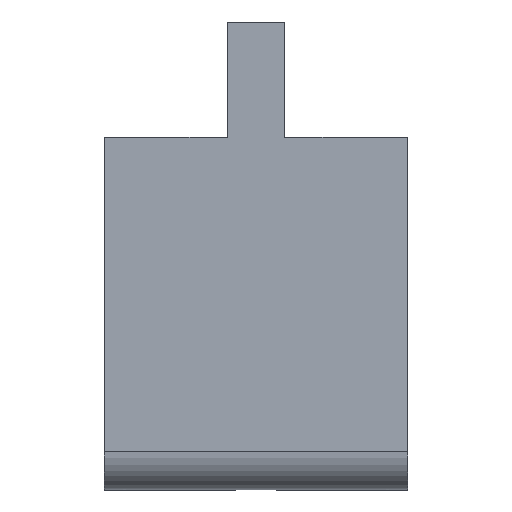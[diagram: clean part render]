
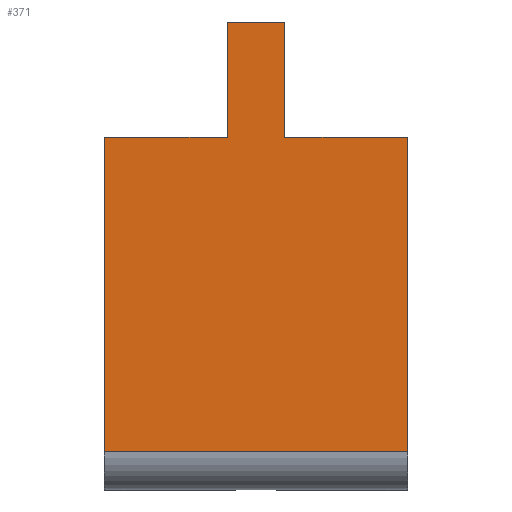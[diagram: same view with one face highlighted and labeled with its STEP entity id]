
A CAD part, left-side view. The second image highlights one B-rep face of the part: STEP entity #371.
In plain terms, the highlighted planar face has unit normal (-1, 0, 0).
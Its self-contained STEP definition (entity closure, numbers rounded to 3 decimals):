
#7 = EDGE_CURVE ( 'NONE', #674, #770, #98, .T. ) ;
#17 = DIRECTION ( 'NONE',  ( 1., 0., 0. ) ) ;
#18 = CARTESIAN_POINT ( 'NONE',  ( -3.95, -3.95, 1. ) ) ;
#76 = LINE ( 'NONE', #439, #848 ) ;
#78 = VECTOR ( 'NONE', #814, 1000. ) ;
#98 = LINE ( 'NONE', #18, #728 ) ;
#112 = LINE ( 'NONE', #263, #78 ) ;
#152 = CARTESIAN_POINT ( 'NONE',  ( -3.95, 3.95, 9.2 ) ) ;
#153 = VECTOR ( 'NONE', #212, 1000. ) ;
#172 = PLANE ( 'NONE',  #638 ) ;
#182 = ORIENTED_EDGE ( 'NONE', *, *, #787, .F. ) ;
#193 = EDGE_CURVE ( 'NONE', #301, #273, #409, .T. ) ;
#208 = ORIENTED_EDGE ( 'NONE', *, *, #537, .F. ) ;
#212 = DIRECTION ( 'NONE',  ( 0., 0., -1. ) ) ;
#224 = EDGE_CURVE ( 'NONE', #680, #800, #112, .T. ) ;
#236 = CARTESIAN_POINT ( 'NONE',  ( -3.95, -3.95, 1. ) ) ;
#238 = EDGE_CURVE ( 'NONE', #388, #674, #881, .T. ) ;
#242 = ORIENTED_EDGE ( 'NONE', *, *, #7, .T. ) ;
#248 = DIRECTION ( 'NONE',  ( 0., 0., -1. ) ) ;
#263 = CARTESIAN_POINT ( 'NONE',  ( -3.95, 3.95, 9.2 ) ) ;
#267 = CARTESIAN_POINT ( 'NONE',  ( -3.95, -0.75, 12.2 ) ) ;
#273 = VERTEX_POINT ( 'NONE', #488 ) ;
#277 = CARTESIAN_POINT ( 'NONE',  ( -3.95, 0.75, 12.2 ) ) ;
#278 = EDGE_CURVE ( 'NONE', #800, #770, #494, .T. ) ;
#290 = VECTOR ( 'NONE', #588, 1000. ) ;
#295 = VERTEX_POINT ( 'NONE', #627 ) ;
#301 = VERTEX_POINT ( 'NONE', #277 ) ;
#304 = ORIENTED_EDGE ( 'NONE', *, *, #224, .F. ) ;
#307 = CARTESIAN_POINT ( 'NONE',  ( -3.95, -3.95, 9.2 ) ) ;
#351 = ORIENTED_EDGE ( 'NONE', *, *, #429, .T. ) ;
#371 = ADVANCED_FACE ( 'NONE', ( #708 ), #172, .F. ) ;
#373 = DIRECTION ( 'NONE',  ( 0., -1., 0. ) ) ;
#388 = VERTEX_POINT ( 'NONE', #152 ) ;
#397 = CARTESIAN_POINT ( 'NONE',  ( -3.95, 3.95, 1. ) ) ;
#409 = LINE ( 'NONE', #682, #438 ) ;
#414 = DIRECTION ( 'NONE',  ( 0., 0., -1. ) ) ;
#429 = EDGE_CURVE ( 'NONE', #301, #295, #76, .T. ) ;
#438 = VECTOR ( 'NONE', #616, 1000. ) ;
#439 = CARTESIAN_POINT ( 'NONE',  ( -3.95, 0.75, 12.2 ) ) ;
#488 = CARTESIAN_POINT ( 'NONE',  ( -3.95, -0.75, 12.2 ) ) ;
#489 = ORIENTED_EDGE ( 'NONE', *, *, #278, .F. ) ;
#494 = LINE ( 'NONE', #841, #153 ) ;
#497 = EDGE_LOOP ( 'NONE', ( #905, #242, #489, #304, #208, #600, #351, #182 ) ) ;
#507 = LINE ( 'NONE', #711, #290 ) ;
#528 = VECTOR ( 'NONE', #248, 1000. ) ;
#535 = LINE ( 'NONE', #267, #528 ) ;
#537 = EDGE_CURVE ( 'NONE', #273, #680, #535, .T. ) ;
#588 = DIRECTION ( 'NONE',  ( 0., -1., 0. ) ) ;
#600 = ORIENTED_EDGE ( 'NONE', *, *, #193, .F. ) ;
#616 = DIRECTION ( 'NONE',  ( 0., -1., 0. ) ) ;
#627 = CARTESIAN_POINT ( 'NONE',  ( -3.95, 0.75, 9.2 ) ) ;
#638 = AXIS2_PLACEMENT_3D ( 'NONE', #805, #17, #649 ) ;
#649 = DIRECTION ( 'NONE',  ( 0., 0., -1. ) ) ;
#656 = DIRECTION ( 'NONE',  ( 0., 0., -1. ) ) ;
#674 = VERTEX_POINT ( 'NONE', #855 ) ;
#680 = VERTEX_POINT ( 'NONE', #790 ) ;
#682 = CARTESIAN_POINT ( 'NONE',  ( -3.95, -0.75, 12.2 ) ) ;
#708 = FACE_OUTER_BOUND ( 'NONE', #497, .T. ) ;
#711 = CARTESIAN_POINT ( 'NONE',  ( -3.95, 3.95, 9.2 ) ) ;
#712 = VECTOR ( 'NONE', #414, 1000. ) ;
#728 = VECTOR ( 'NONE', #373, 1000. ) ;
#770 = VERTEX_POINT ( 'NONE', #236 ) ;
#787 = EDGE_CURVE ( 'NONE', #388, #295, #507, .T. ) ;
#790 = CARTESIAN_POINT ( 'NONE',  ( -3.95, -0.75, 9.2 ) ) ;
#800 = VERTEX_POINT ( 'NONE', #307 ) ;
#805 = CARTESIAN_POINT ( 'NONE',  ( -3.95, -3.95, 1. ) ) ;
#814 = DIRECTION ( 'NONE',  ( 0., -1., 0. ) ) ;
#841 = CARTESIAN_POINT ( 'NONE',  ( -3.95, -3.95, 1. ) ) ;
#848 = VECTOR ( 'NONE', #656, 1000. ) ;
#855 = CARTESIAN_POINT ( 'NONE',  ( -3.95, 3.95, 1. ) ) ;
#881 = LINE ( 'NONE', #397, #712 ) ;
#905 = ORIENTED_EDGE ( 'NONE', *, *, #238, .T. ) ;
